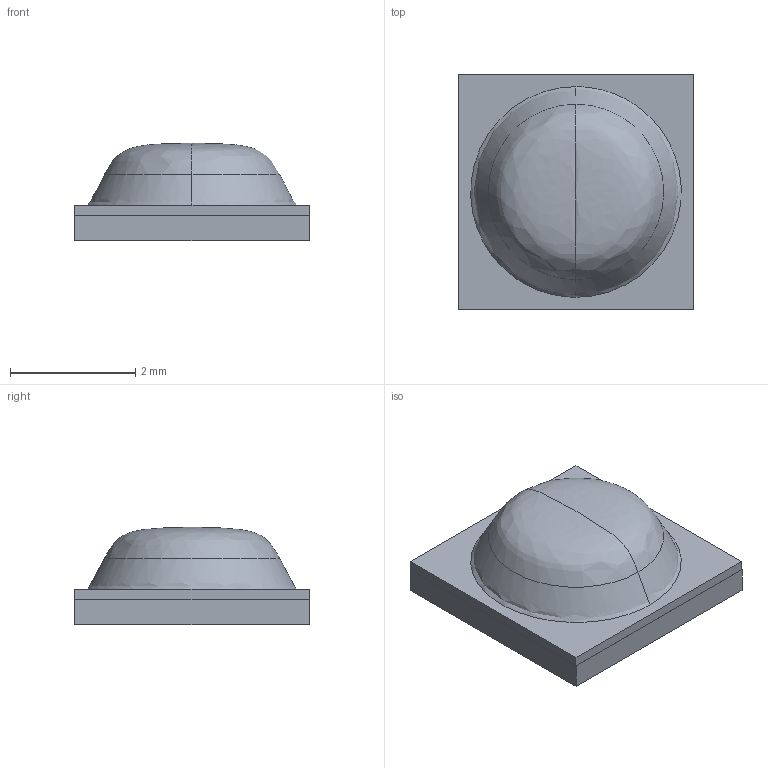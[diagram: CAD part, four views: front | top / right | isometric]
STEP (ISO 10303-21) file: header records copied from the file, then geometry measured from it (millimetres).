
FILE_DESCRIPTION (( 'STEP AP203' ), '1' );
FILE_NAME ('SFH_4716S_120913_geometry.STEP', '2013-09-12T15:26:37', ( 'Standard Client V3.0.0' ), ( 'OSRAM Opto Semiconductors' ), 'SwSTEP 2.0', 'SolidWorks 2012', '' );
FILE_SCHEMA (( 'CONFIG_CONTROL_DESIGN' ));
Length unit declared in the file: millimetre
Products named in the file (1): SFH_4716S_120913_geometry
Bounding box: 3.75 x 3.75 x 1.55 mm (x, y, z)
Volume: 13.8 mm3; surface area: 43.1 mm2
Topology: 1 solids, 1 shells, 16 faces, 38 edges, 25 vertices
Faces by surface type: plane 12, bspline 4
Entity records: 551 total; most frequent: CARTESIAN_POINT 148, ORIENTED_EDGE 72, DIRECTION 54, EDGE_CURVE 36, VERTEX_POINT 25, VECTOR 24, LINE 24, EDGE_LOOP 19
